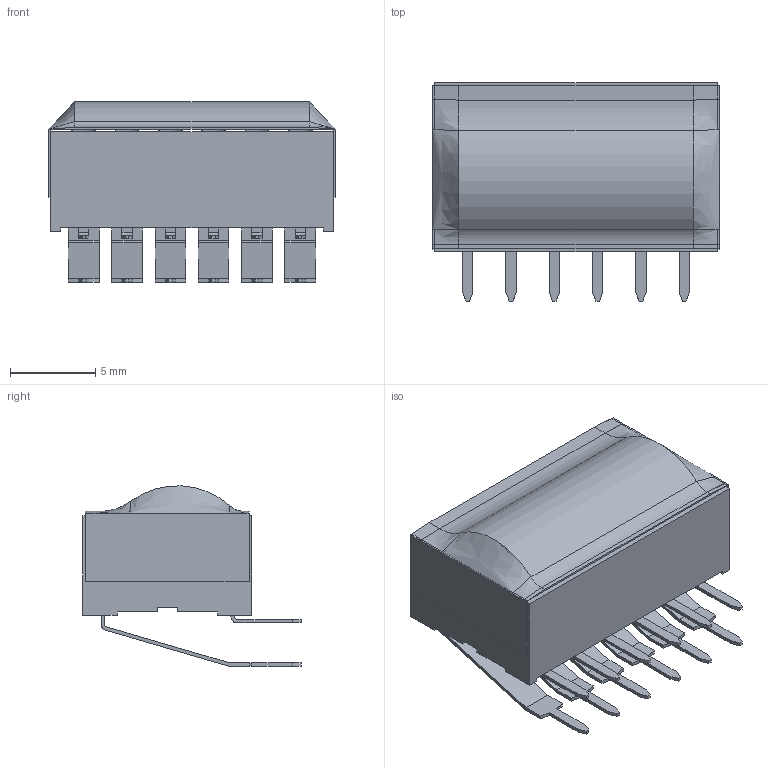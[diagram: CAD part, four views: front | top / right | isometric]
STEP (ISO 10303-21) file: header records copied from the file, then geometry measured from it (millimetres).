
FILE_DESCRIPTION(/* description */ (''),/* implementation_level */ '2;1');
FILE_NAME(/* name */ 'KAS2106Ex.stp',/* time_stamp */ '2025-05-21T11:39:02-05:00',/* author */ ('mroman'),/* organization */ (''),/* preprocessor_version */ 'ST-DEVELOPER v18.1',/* originating_system */ 'Autodesk Inventor 2022',/* authorisation */ '');
FILE_SCHEMA (('CONFIG_CONTROL_DESIGN','AUTOMOTIVE_DESIGN { 1 0 10303 214 3 1 1 }'));
Length unit declared in the file: centimetre
Products named in the file (1): KAS2106Ex
Bounding box: 16.8 x 12.8 x 10.58 mm (x, y, z)
Volume: 931.8 mm3; surface area: 1470.7 mm2
Topology: 1 solids, 1 shells, 600 faces, 1650 edges, 1088 vertices
Faces by surface type: plane 453, bspline 93, cylinder 54
Entity records: 19769 total; most frequent: CARTESIAN_POINT 4954, ORIENTED_EDGE 3300, DIRECTION 2616, EDGE_CURVE 1650, LINE 1376, VECTOR 1376, VERTEX_POINT 1088, EDGE_LOOP 638
